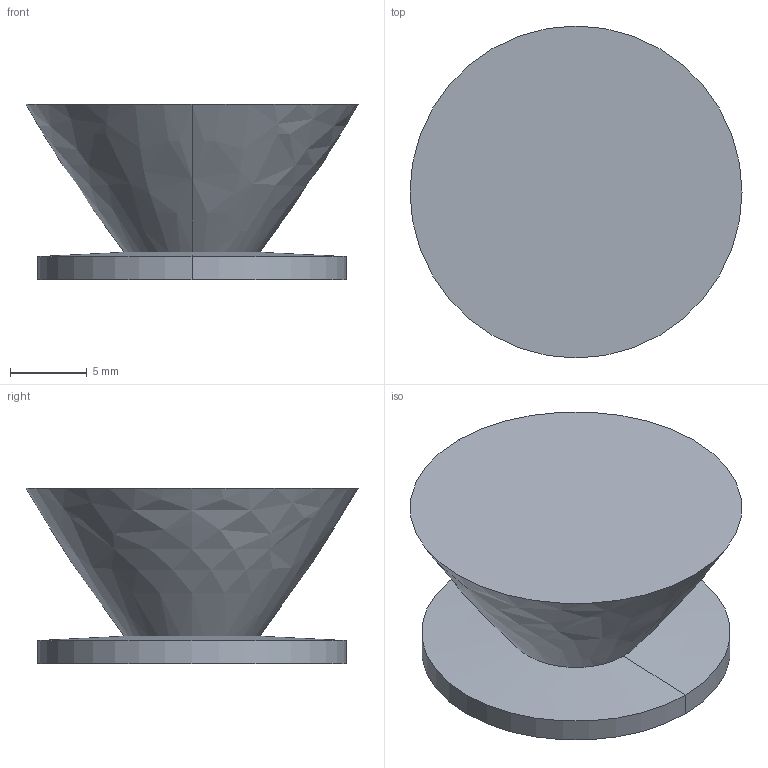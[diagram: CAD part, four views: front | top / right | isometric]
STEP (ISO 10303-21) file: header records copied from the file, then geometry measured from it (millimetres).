
FILE_DESCRIPTION (( 'STEP AP214' ), '1' );
FILE_NAME ('XPE2 30 ¶È 20180827.STEP', '2018-08-28T09:34:30', ( '' ), ( '' ), 'SwSTEP 2.0', 'SolidWorks 2016', '' );
FILE_SCHEMA (( 'AUTOMOTIVE_DESIGN' ));
Length unit declared in the file: millimetre
Products named in the file (1): XPE2  30 僅 20180827
Bounding box: 21.58 x 21.58 x 11.4 mm (x, y, z)
Volume: 2315.8 mm3; surface area: 1678.4 mm2
Topology: 1 solids, 1 shells, 12 faces, 24 edges, 13 vertices
Faces by surface type: bspline 4, cone 4, cylinder 2, plane 2
Entity records: 400 total; most frequent: CARTESIAN_POINT 140, DIRECTION 48, ORIENTED_EDGE 44, EDGE_CURVE 22, AXIS2_PLACEMENT_3D 21, VERTEX_POINT 13, EDGE_LOOP 13, ADVANCED_FACE 12
